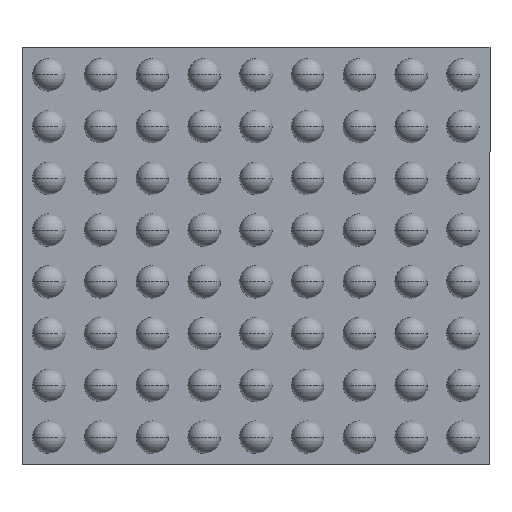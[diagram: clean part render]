
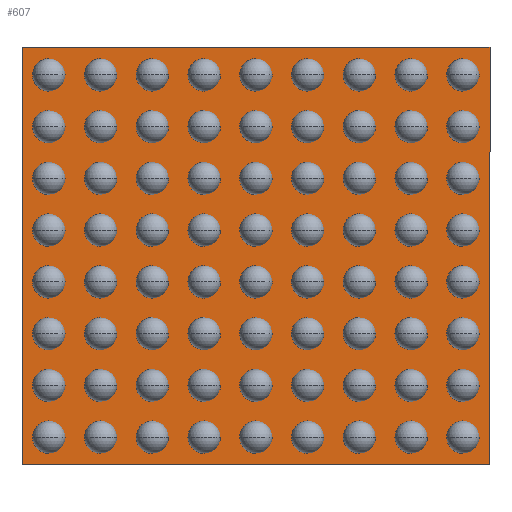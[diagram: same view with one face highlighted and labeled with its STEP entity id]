
A CAD part, front view. The second image highlights one B-rep face of the part: STEP entity #607.
In plain terms, the highlighted planar face has unit normal (0, -1, 0).
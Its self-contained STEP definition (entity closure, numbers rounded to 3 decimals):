
#47 = VERTEX_POINT ( 'NONE', #175 ) ;
#51 = LINE ( 'NONE', #294, #756 ) ;
#66 = CARTESIAN_POINT ( 'NONE',  ( -2.26, 0., 2.017 ) ) ;
#72 = ORIENTED_EDGE ( 'NONE', *, *, #791, .F. ) ;
#107 = VERTEX_POINT ( 'NONE', #904 ) ;
#125 = FACE_OUTER_BOUND ( 'NONE', #464, .T. ) ;
#129 = PLANE ( 'NONE',  #1067 ) ;
#155 = VECTOR ( 'NONE', #804, 1000. ) ;
#175 = CARTESIAN_POINT ( 'NONE',  ( -2.261, 0., -2.017 ) ) ;
#206 = VERTEX_POINT ( 'NONE', #361 ) ;
#214 = ORIENTED_EDGE ( 'NONE', *, *, #972, .F. ) ;
#225 = DIRECTION ( 'NONE',  ( 0., 1., 0. ) ) ;
#294 = CARTESIAN_POINT ( 'NONE',  ( -2.261, 0., -2.017 ) ) ;
#361 = CARTESIAN_POINT ( 'NONE',  ( -2.26, 0., 2.017 ) ) ;
#464 = EDGE_LOOP ( 'NONE', ( #214, #72, #1086, #946 ) ) ;
#497 = CARTESIAN_POINT ( 'NONE',  ( 2.26, 0., 2.017 ) ) ;
#563 = EDGE_CURVE ( 'NONE', #206, #672, #971, .T. ) ;
#567 = DIRECTION ( 'NONE',  ( 0., 0., 1. ) ) ;
#594 = EDGE_CURVE ( 'NONE', #672, #107, #1025, .T. ) ;
#607 = ADVANCED_FACE ( 'NONE', ( #125 ), #129, .F. ) ;
#672 = VERTEX_POINT ( 'NONE', #497 ) ;
#729 = VECTOR ( 'NONE', #567, 1000. ) ;
#751 = CARTESIAN_POINT ( 'NONE',  ( -2.261, 0., -2.017 ) ) ;
#756 = VECTOR ( 'NONE', #1026, 1000. ) ;
#791 = EDGE_CURVE ( 'NONE', #107, #47, #51, .T. ) ;
#796 = CARTESIAN_POINT ( 'NONE',  ( 2.26, 0., -2.017 ) ) ;
#804 = DIRECTION ( 'NONE',  ( 0., 0., -1. ) ) ;
#823 = LINE ( 'NONE', #751, #729 ) ;
#904 = CARTESIAN_POINT ( 'NONE',  ( 2.26, 0., -2.017 ) ) ;
#941 = CARTESIAN_POINT ( 'NONE',  ( 0., 0., 0. ) ) ;
#946 = ORIENTED_EDGE ( 'NONE', *, *, #563, .F. ) ;
#959 = DIRECTION ( 'NONE',  ( 0., 0., 1. ) ) ;
#960 = VECTOR ( 'NONE', #987, 1000. ) ;
#971 = LINE ( 'NONE', #66, #960 ) ;
#972 = EDGE_CURVE ( 'NONE', #47, #206, #823, .T. ) ;
#987 = DIRECTION ( 'NONE',  ( 1., 0., 0. ) ) ;
#1025 = LINE ( 'NONE', #796, #155 ) ;
#1026 = DIRECTION ( 'NONE',  ( -1., 0., 0. ) ) ;
#1067 = AXIS2_PLACEMENT_3D ( 'NONE', #941, #225, #959 ) ;
#1086 = ORIENTED_EDGE ( 'NONE', *, *, #594, .F. ) ;
